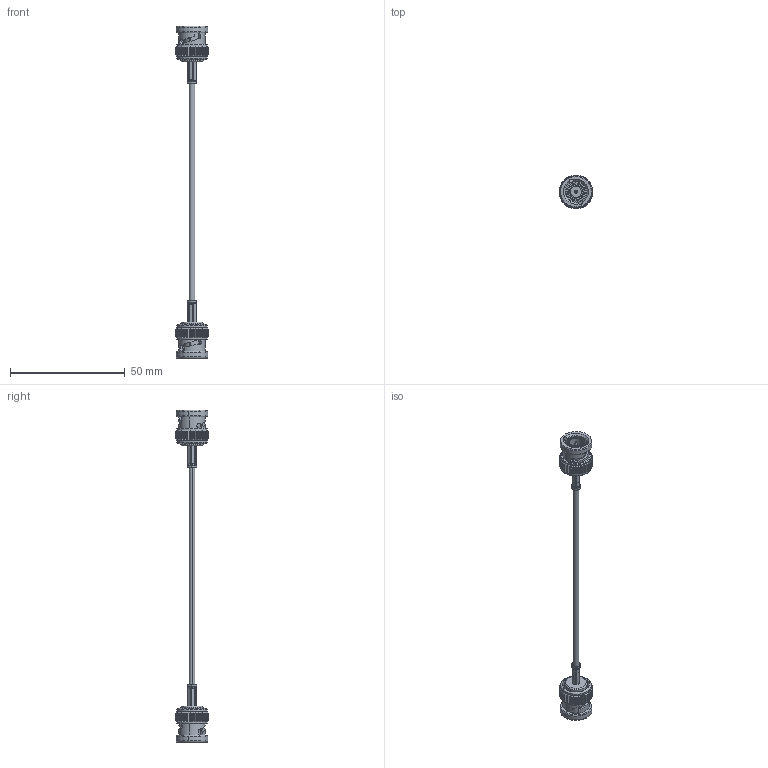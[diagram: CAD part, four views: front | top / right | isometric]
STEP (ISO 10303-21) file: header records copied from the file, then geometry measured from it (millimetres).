
FILE_DESCRIPTION (( 'STEP AP203' ), '1' );
FILE_NAME ('PE3C2416LF.step', '2018-10-24T17:10:53', ( '' ), ( '' ), 'SwSTEP 2.0', 'SolidWorks 2017', '' );
FILE_SCHEMA (( 'CONFIG_CONTROL_DESIGN' ));
Length unit declared in the file: inch
Products named in the file (3): Coax Cable_RG316U; PE3C2416LF; PE45045_Crimped
Assembly tree (3 placements, depth 2):
  PE3C2416LF
    Coax Cable_RG316U
    PE45045_Crimped  x2
Bounding box: 14.46 x 14.46 x 144.6 mm (x, y, z)
Volume: 3520.4 mm3; surface area: 5262.6 mm2
Topology: 5 solids, 7 shells, 970 faces, 2276 edges, 1336 vertices
Faces by surface type: plane 370, cylinder 288, cone 276, bspline 32, torus 4
Entity records: 16695 total; most frequent: CARTESIAN_POINT 5720, ORIENTED_EDGE 2282, DIRECTION 2169, EDGE_CURVE 1141, AXIS2_PLACEMENT_3D 898, VERTEX_POINT 670, EDGE_LOOP 501, ADVANCED_FACE 487
